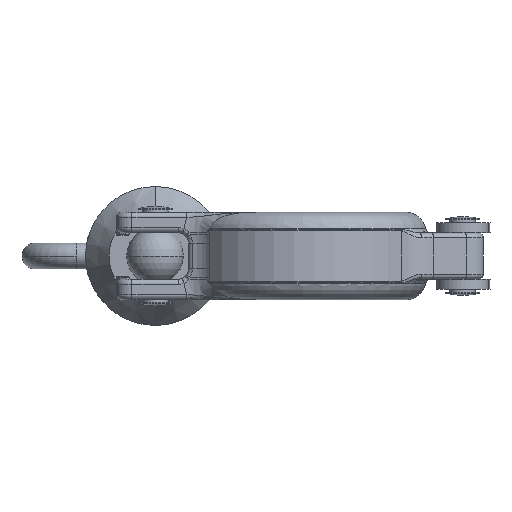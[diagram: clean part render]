
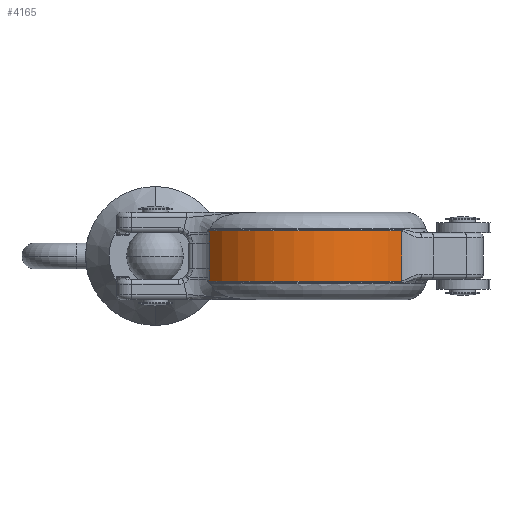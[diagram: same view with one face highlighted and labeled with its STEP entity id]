
A CAD part, front view. The second image highlights one B-rep face of the part: STEP entity #4165.
In plain terms, the highlighted cylindrical face has radius 23.15 mm (diameter 46.3 mm), a partial arc.
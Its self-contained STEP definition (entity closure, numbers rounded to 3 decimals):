
#19 = EDGE_CURVE ( 'NONE', #11891, #6222, #7177, .T. ) ;
#141 = CYLINDRICAL_SURFACE ( 'NONE', #9801, 23.15 ) ;
#324 = CARTESIAN_POINT ( 'NONE',  ( -19.084, -13.104, -4.157 ) ) ;
#639 = CIRCLE ( 'NONE', #12878, 23.15 ) ;
#875 = DIRECTION ( 'NONE',  ( 0., 0., 1. ) ) ;
#1239 = CARTESIAN_POINT ( 'NONE',  ( -19.124, -13.046, -2.5 ) ) ;
#1248 = DIRECTION ( 'NONE',  ( -1., 0., 0. ) ) ;
#1272 = EDGE_CURVE ( 'NONE', #9358, #9724, #13890, .T. ) ;
#1336 = VECTOR ( 'NONE', #10178, 1000. ) ;
#1522 = DIRECTION ( 'NONE',  ( 0., 0., -1. ) ) ;
#1968 = ORIENTED_EDGE ( 'NONE', *, *, #10991, .T. ) ;
#2124 = CARTESIAN_POINT ( 'NONE',  ( 0., 0., 4.872 ) ) ;
#2286 = DIRECTION ( 'NONE',  ( 0., 0., -1. ) ) ;
#2783 = CARTESIAN_POINT ( 'NONE',  ( 18.237, -14.259, -4.872 ) ) ;
#2994 = VERTEX_POINT ( 'NONE', #3625 ) ;
#3186 = CARTESIAN_POINT ( 'NONE',  ( -19.112, -13.063, 3.053 ) ) ;
#3231 = B_SPLINE_CURVE_WITH_KNOTS ( 'NONE', 3,
 ( #11417, #12381, #12455, #11107, #6383, #324 ),
 .UNSPECIFIED., .F., .F.,
 ( 4, 2, 4 ),
 ( 0., 0.001, 0.002 ),
 .UNSPECIFIED. ) ;
#3373 = VECTOR ( 'NONE', #1522, 1000. ) ;
#3625 = CARTESIAN_POINT ( 'NONE',  ( -19.084, -13.104, -4.872 ) ) ;
#3712 = DIRECTION ( 'NONE',  ( 0., 0., -1. ) ) ;
#4165 = ADVANCED_FACE ( 'NONE', ( #13535 ), #141, .T. ) ;
#4214 = CARTESIAN_POINT ( 'NONE',  ( -19.124, -13.046, 2.5 ) ) ;
#4666 = B_SPLINE_CURVE_WITH_KNOTS ( 'NONE', 3,
 ( #14124, #15249, #15172, #3186, #12704, #4214 ),
 .UNSPECIFIED., .F., .F.,
 ( 4, 2, 4 ),
 ( 0., 0.001, 0.002 ),
 .UNSPECIFIED. ) ;
#5122 = VERTEX_POINT ( 'NONE', #1239 ) ;
#5255 = VECTOR ( 'NONE', #3712, 1000. ) ;
#5274 = ORIENTED_EDGE ( 'NONE', *, *, #9211, .T. ) ;
#5470 = CARTESIAN_POINT ( 'NONE',  ( 0., 0., -4.872 ) ) ;
#6222 = VERTEX_POINT ( 'NONE', #15121 ) ;
#6250 = ORIENTED_EDGE ( 'NONE', *, *, #7798, .T. ) ;
#6383 = CARTESIAN_POINT ( 'NONE',  ( -19.084, -13.104, -3.881 ) ) ;
#6403 = VECTOR ( 'NONE', #875, 1000. ) ;
#6428 = DIRECTION ( 'NONE',  ( 0., 0., 1. ) ) ;
#7002 = DIRECTION ( 'NONE',  ( 0., 0., -1. ) ) ;
#7134 = CARTESIAN_POINT ( 'NONE',  ( -19.124, -13.046, 2.5 ) ) ;
#7177 = LINE ( 'NONE', #15490, #6403 ) ;
#7186 = EDGE_CURVE ( 'NONE', #2994, #11891, #15717, .T. ) ;
#7367 = EDGE_CURVE ( 'NONE', #9724, #15785, #4666, .T. ) ;
#7798 = EDGE_CURVE ( 'NONE', #15785, #5122, #9809, .T. ) ;
#7893 = ORIENTED_EDGE ( 'NONE', *, *, #12266, .T. ) ;
#9211 = EDGE_CURVE ( 'NONE', #6222, #9358, #639, .T. ) ;
#9358 = VERTEX_POINT ( 'NONE', #9987 ) ;
#9648 = CARTESIAN_POINT ( 'NONE',  ( 0., 0., 8.5 ) ) ;
#9722 = CARTESIAN_POINT ( 'NONE',  ( -19.124, -13.046, 8.5 ) ) ;
#9724 = VERTEX_POINT ( 'NONE', #12095 ) ;
#9801 = AXIS2_PLACEMENT_3D ( 'NONE', #9648, #2286, #1248 ) ;
#9809 = LINE ( 'NONE', #9722, #5255 ) ;
#9987 = CARTESIAN_POINT ( 'NONE',  ( -19.084, -13.104, 4.872 ) ) ;
#10012 = LINE ( 'NONE', #14880, #1336 ) ;
#10178 = DIRECTION ( 'NONE',  ( 0., 0., -1. ) ) ;
#10361 = DIRECTION ( 'NONE',  ( -1., 0., 0. ) ) ;
#10881 = CARTESIAN_POINT ( 'NONE',  ( -19.084, -13.104, -4.157 ) ) ;
#10991 = EDGE_CURVE ( 'NONE', #12218, #2994, #10012, .T. ) ;
#11023 = ORIENTED_EDGE ( 'NONE', *, *, #19, .T. ) ;
#11107 = CARTESIAN_POINT ( 'NONE',  ( -19.092, -13.093, -3.605 ) ) ;
#11112 = AXIS2_PLACEMENT_3D ( 'NONE', #5470, #6428, #10361 ) ;
#11417 = CARTESIAN_POINT ( 'NONE',  ( -19.124, -13.046, -2.5 ) ) ;
#11871 = DIRECTION ( 'NONE',  ( 1., 0., 0. ) ) ;
#11891 = VERTEX_POINT ( 'NONE', #2783 ) ;
#11982 = ORIENTED_EDGE ( 'NONE', *, *, #7367, .T. ) ;
#12095 = CARTESIAN_POINT ( 'NONE',  ( -19.084, -13.104, 4.157 ) ) ;
#12218 = VERTEX_POINT ( 'NONE', #10881 ) ;
#12266 = EDGE_CURVE ( 'NONE', #5122, #12218, #3231, .T. ) ;
#12381 = CARTESIAN_POINT ( 'NONE',  ( -19.124, -13.046, -2.777 ) ) ;
#12455 = CARTESIAN_POINT ( 'NONE',  ( -19.112, -13.063, -3.053 ) ) ;
#12462 = CARTESIAN_POINT ( 'NONE',  ( -19.084, -13.104, 8.5 ) ) ;
#12704 = CARTESIAN_POINT ( 'NONE',  ( -19.124, -13.046, 2.777 ) ) ;
#12878 = AXIS2_PLACEMENT_3D ( 'NONE', #2124, #7002, #11871 ) ;
#13089 = ORIENTED_EDGE ( 'NONE', *, *, #1272, .T. ) ;
#13259 = ORIENTED_EDGE ( 'NONE', *, *, #7186, .T. ) ;
#13535 = FACE_OUTER_BOUND ( 'NONE', #15783, .T. ) ;
#13890 = LINE ( 'NONE', #12462, #3373 ) ;
#14124 = CARTESIAN_POINT ( 'NONE',  ( -19.084, -13.104, 4.157 ) ) ;
#14880 = CARTESIAN_POINT ( 'NONE',  ( -19.084, -13.104, 8.5 ) ) ;
#15121 = CARTESIAN_POINT ( 'NONE',  ( 18.237, -14.259, 4.872 ) ) ;
#15172 = CARTESIAN_POINT ( 'NONE',  ( -19.092, -13.093, 3.605 ) ) ;
#15249 = CARTESIAN_POINT ( 'NONE',  ( -19.084, -13.104, 3.881 ) ) ;
#15490 = CARTESIAN_POINT ( 'NONE',  ( 18.237, -14.259, 8.5 ) ) ;
#15717 = CIRCLE ( 'NONE', #11112, 23.15 ) ;
#15783 = EDGE_LOOP ( 'NONE', ( #11023, #5274, #13089, #11982, #6250, #7893, #1968, #13259 ) ) ;
#15785 = VERTEX_POINT ( 'NONE', #7134 ) ;
